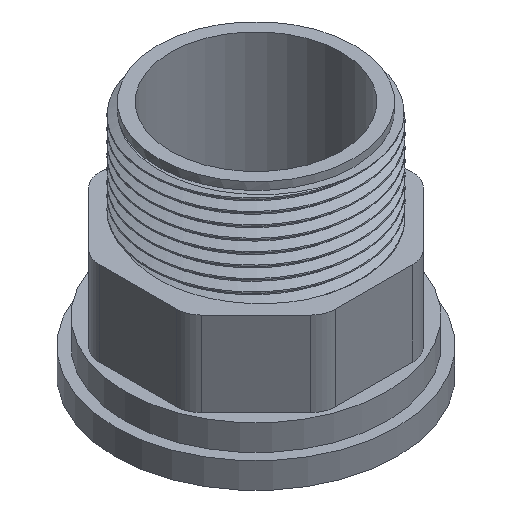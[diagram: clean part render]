
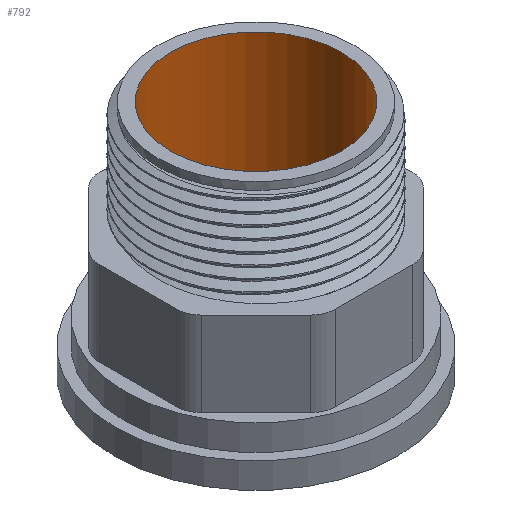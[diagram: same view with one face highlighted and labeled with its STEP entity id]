
A CAD part, isometric view. The second image highlights one B-rep face of the part: STEP entity #792.
In plain terms, the highlighted cylindrical face has radius 17 mm (diameter 34 mm), a full revolution.
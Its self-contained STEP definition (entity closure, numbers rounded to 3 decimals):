
#56=FACE_OUTER_BOUND('',#104,.T.);
#104=EDGE_LOOP('',(#614,#615,#616,#617));
#155=CIRCLE('',#875,17.);
#156=CIRCLE('',#877,17.);
#233=LINE('',#4157,#285);
#285=VECTOR('',#1032,17.);
#378=VERTEX_POINT('',#4152);
#379=VERTEX_POINT('',#4155);
#475=EDGE_CURVE('',#378,#378,#155,.T.);
#476=EDGE_CURVE('',#379,#379,#156,.T.);
#477=EDGE_CURVE('',#379,#378,#233,.T.);
#614=ORIENTED_EDGE('',*,*,#476,.F.);
#615=ORIENTED_EDGE('',*,*,#477,.T.);
#616=ORIENTED_EDGE('',*,*,#475,.T.);
#617=ORIENTED_EDGE('',*,*,#477,.F.);
#760=CYLINDRICAL_SURFACE('',#876,17.);
#792=ADVANCED_FACE('',(#56),#760,.F.);
#875=AXIS2_PLACEMENT_3D('',#4153,#1026,#1027);
#876=AXIS2_PLACEMENT_3D('',#4154,#1028,#1029);
#877=AXIS2_PLACEMENT_3D('',#4156,#1030,#1031);
#1026=DIRECTION('center_axis',(0.,0.,-1.));
#1027=DIRECTION('ref_axis',(0.,1.,0.));
#1028=DIRECTION('center_axis',(0.,0.,-1.));
#1029=DIRECTION('ref_axis',(0.,1.,0.));
#1030=DIRECTION('center_axis',(0.,0.,-1.));
#1031=DIRECTION('ref_axis',(0.,1.,0.));
#1032=DIRECTION('',(0.,0.,-1.));
#4152=CARTESIAN_POINT('',(0.,-17.,0.));
#4153=CARTESIAN_POINT('Origin',(0.,0.,0.));
#4154=CARTESIAN_POINT('Origin',(0.,0.,52.394));
#4155=CARTESIAN_POINT('',(0.,-17.,47.1));
#4156=CARTESIAN_POINT('Origin',(0.,0.,47.1));
#4157=CARTESIAN_POINT('',(0.,-17.,52.394));
